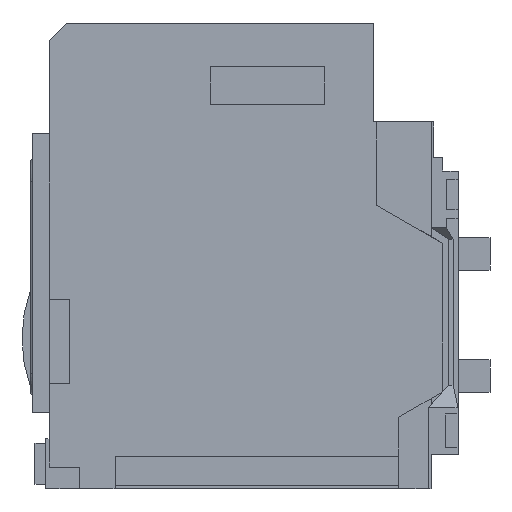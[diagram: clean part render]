
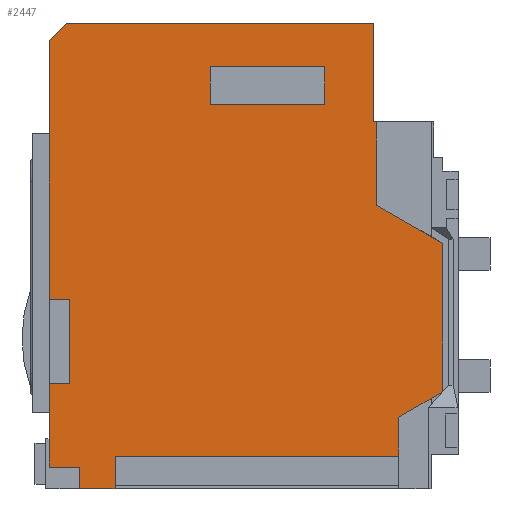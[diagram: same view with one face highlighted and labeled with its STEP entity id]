
A CAD part, left-side view. The second image highlights one B-rep face of the part: STEP entity #2447.
In plain terms, the highlighted planar face has unit normal (-1, 0, 0).
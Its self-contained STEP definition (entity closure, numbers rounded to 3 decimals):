
#2447=ADVANCED_FACE('',(#7480,#7482),#7484,.T.);
#7480=FACE_BOUND('',#7481,.T.);
#7481=EDGE_LOOP('',(#11636,#11637,#11638,#11639,#11640,#11641,#11642,#11643,#11644,
#11645,#11646,#11647,#11648,#11649,#11650,#11651,#11652,#11653,#11654,#11655));
#7482=FACE_BOUND('',#7483,.T.);
#7483=EDGE_LOOP('',(#11656,#11657,#11658,#11659));
#7484=PLANE('',#7485);
#7485=AXIS2_PLACEMENT_3D('',#7486,#7487,#7488);
#7486=CARTESIAN_POINT('',(-404.,0.,0.));
#7487=DIRECTION('',(-1.,0.,0.));
#7488=DIRECTION('',(0.,0.,1.));
#11636=ORIENTED_EDGE('',*,*,#14149,.F.);
#11637=ORIENTED_EDGE('',*,*,#14150,.T.);
#11638=ORIENTED_EDGE('',*,*,#14151,.F.);
#11639=ORIENTED_EDGE('',*,*,#14152,.T.);
#11640=ORIENTED_EDGE('',*,*,#14153,.F.);
#11641=ORIENTED_EDGE('',*,*,#14154,.F.);
#11642=ORIENTED_EDGE('',*,*,#14155,.F.);
#11643=ORIENTED_EDGE('',*,*,#14156,.F.);
#11644=ORIENTED_EDGE('',*,*,#13910,.F.);
#11645=ORIENTED_EDGE('',*,*,#13808,.F.);
#11646=ORIENTED_EDGE('',*,*,#14146,.F.);
#11647=ORIENTED_EDGE('',*,*,#14157,.T.);
#11648=ORIENTED_EDGE('',*,*,#14158,.T.);
#11649=ORIENTED_EDGE('',*,*,#14159,.F.);
#11650=ORIENTED_EDGE('',*,*,#14160,.F.);
#11651=ORIENTED_EDGE('',*,*,#14161,.F.);
#11652=ORIENTED_EDGE('',*,*,#14162,.T.);
#11653=ORIENTED_EDGE('',*,*,#14163,.T.);
#11654=ORIENTED_EDGE('',*,*,#14164,.T.);
#11655=ORIENTED_EDGE('',*,*,#13922,.T.);
#11656=ORIENTED_EDGE('',*,*,#14165,.T.);
#11657=ORIENTED_EDGE('',*,*,#14166,.T.);
#11658=ORIENTED_EDGE('',*,*,#14167,.T.);
#11659=ORIENTED_EDGE('',*,*,#14168,.T.);
#13808=EDGE_CURVE('',#15919,#15914,#15921,.T.);
#13910=EDGE_CURVE('',#15914,#16097,#16104,.T.);
#13922=EDGE_CURVE('',#16124,#16122,#16125,.T.);
#14146=EDGE_CURVE('',#16506,#15919,#16508,.T.);
#14149=EDGE_CURVE('',#16512,#16122,#16513,.T.);
#14150=EDGE_CURVE('',#16512,#16514,#16515,.T.);
#14151=EDGE_CURVE('',#16516,#16514,#16517,.T.);
#14152=EDGE_CURVE('',#16516,#16518,#16519,.T.);
#14153=EDGE_CURVE('',#16520,#16518,#16521,.T.);
#14154=EDGE_CURVE('',#16522,#16520,#16523,.T.);
#14155=EDGE_CURVE('',#16524,#16522,#16525,.T.);
#14156=EDGE_CURVE('',#16097,#16524,#16526,.T.);
#14157=EDGE_CURVE('',#16506,#16527,#16528,.T.);
#14158=EDGE_CURVE('',#16527,#16529,#16530,.T.);
#14159=EDGE_CURVE('',#16531,#16529,#16532,.T.);
#14160=EDGE_CURVE('',#16533,#16531,#16534,.T.);
#14161=EDGE_CURVE('',#16535,#16533,#16536,.T.);
#14162=EDGE_CURVE('',#16535,#16537,#16538,.T.);
#14163=EDGE_CURVE('',#16537,#16539,#16540,.T.);
#14164=EDGE_CURVE('',#16539,#16124,#16541,.T.);
#14165=EDGE_CURVE('',#16542,#16543,#16544,.T.);
#14166=EDGE_CURVE('',#16543,#16545,#16546,.T.);
#14167=EDGE_CURVE('',#16545,#16547,#16548,.T.);
#14168=EDGE_CURVE('',#16547,#16542,#16549,.T.);
#15914=VERTEX_POINT('',#19990);
#15919=VERTEX_POINT('',#20001);
#15921=LINE('',#20005,#20006);
#16097=VERTEX_POINT('',#20411);
#16104=LINE('',#20426,#20427);
#16122=VERTEX_POINT('',#20468);
#16124=VERTEX_POINT('',#20472);
#16125=LINE('',#20473,#20474);
#16506=VERTEX_POINT('',#21359);
#16508=LINE('',#21363,#21364);
#16512=VERTEX_POINT('',#21373);
#16513=LINE('',#21374,#21375);
#16514=VERTEX_POINT('',#21377);
#16515=LINE('',#21378,#21379);
#16516=VERTEX_POINT('',#21381);
#16517=LINE('',#21382,#21383);
#16518=VERTEX_POINT('',#21385);
#16519=LINE('',#21386,#21387);
#16520=VERTEX_POINT('',#21389);
#16521=LINE('',#21390,#21391);
#16522=VERTEX_POINT('',#21393);
#16523=LINE('',#21394,#21395);
#16524=VERTEX_POINT('',#21397);
#16525=LINE('',#21398,#21399);
#16526=LINE('',#21401,#21402);
#16527=VERTEX_POINT('',#21404);
#16528=LINE('',#21405,#21406);
#16529=VERTEX_POINT('',#21408);
#16530=LINE('',#21409,#21410);
#16531=VERTEX_POINT('',#21412);
#16532=LINE('',#21413,#21414);
#16533=VERTEX_POINT('',#21416);
#16534=LINE('',#21417,#21418);
#16535=VERTEX_POINT('',#21420);
#16536=LINE('',#21421,#21422);
#16537=VERTEX_POINT('',#21424);
#16538=LINE('',#21425,#21426);
#16539=VERTEX_POINT('',#21428);
#16540=LINE('',#21429,#21430);
#16541=LINE('',#21432,#21433);
#16542=VERTEX_POINT('',#21435);
#16543=VERTEX_POINT('',#21436);
#16544=LINE('',#21437,#21438);
#16545=VERTEX_POINT('',#21440);
#16546=LINE('',#21441,#21442);
#16547=VERTEX_POINT('',#21444);
#16548=LINE('',#21445,#21446);
#16549=LINE('',#21448,#21449);
#19990=CARTESIAN_POINT('',(-404.,-303.,338.89));
#20001=CARTESIAN_POINT('',(-404.,-303.,430.));
#20005=CARTESIAN_POINT('',(-404.,-303.,430.));
#20006=VECTOR('',#20007,1.);
#20007=DIRECTION('',(0.,0.,-1.));
#20411=CARTESIAN_POINT('',(-404.,-306.,338.89));
#20426=CARTESIAN_POINT('',(-404.,-303.,338.89));
#20427=VECTOR('',#20428,1.);
#20428=DIRECTION('',(0.,-1.,0.));
#20468=CARTESIAN_POINT('',(-404.,-64.,0.));
#20472=CARTESIAN_POINT('',(-404.,-31.,0.));
#20473=CARTESIAN_POINT('',(-404.,-31.,0.));
#20474=VECTOR('',#20475,1.);
#20475=DIRECTION('',(0.,-1.,0.));
#21359=CARTESIAN_POINT('',(-404.,-19.,430.));
#21363=CARTESIAN_POINT('',(-404.,-19.,430.));
#21364=VECTOR('',#21365,1.);
#21365=DIRECTION('',(0.,-1.,0.));
#21373=CARTESIAN_POINT('',(-404.,-64.,30.));
#21374=CARTESIAN_POINT('',(-404.,-64.,30.));
#21375=VECTOR('',#21376,1.);
#21376=DIRECTION('',(0.,0.,-1.));
#21377=CARTESIAN_POINT('',(-404.,-326.,30.));
#21378=CARTESIAN_POINT('',(-404.,-64.,30.));
#21379=VECTOR('',#21380,1.);
#21380=DIRECTION('',(0.,-1.,0.));
#21381=CARTESIAN_POINT('',(-404.,-326.,66.));
#21382=CARTESIAN_POINT('',(-404.,-326.,66.));
#21383=VECTOR('',#21384,1.);
#21384=DIRECTION('',(0.,0.,-1.));
#21385=CARTESIAN_POINT('',(-404.,-366.457,89.358));
#21386=CARTESIAN_POINT('',(-404.,-326.,66.));
#21387=VECTOR('',#21388,1.);
#21388=DIRECTION('',(0.,-0.866,0.5));
#21389=CARTESIAN_POINT('',(-404.,-367.,89.959));
#21390=CARTESIAN_POINT('',(-404.,-367.,89.959));
#21391=VECTOR('',#21392,1.);
#21392=DIRECTION('',(0.,0.67,-0.742));
#21393=CARTESIAN_POINT('',(-404.,-367.,226.671));
#21394=CARTESIAN_POINT('',(-404.,-367.,226.671));
#21395=VECTOR('',#21396,1.);
#21396=DIRECTION('',(0.,0.,-1.));
#21397=CARTESIAN_POINT('',(-404.,-306.,261.89));
#21398=CARTESIAN_POINT('',(-404.,-306.,261.89));
#21399=VECTOR('',#21400,1.);
#21400=DIRECTION('',(0.,-0.866,-0.5));
#21401=CARTESIAN_POINT('',(-404.,-306.,338.89));
#21402=VECTOR('',#21403,1.);
#21403=DIRECTION('',(0.,0.,-1.));
#21404=CARTESIAN_POINT('',(-404.,-3.,414.));
#21405=CARTESIAN_POINT('',(-404.,-19.,430.));
#21406=VECTOR('',#21407,1.);
#21407=DIRECTION('',(0.,0.707,-0.707));
#21408=CARTESIAN_POINT('',(-404.,-3.,175.));
#21409=CARTESIAN_POINT('',(-404.,-3.,414.));
#21410=VECTOR('',#21411,1.);
#21411=DIRECTION('',(0.,0.,-1.));
#21412=CARTESIAN_POINT('',(-404.,-22.,175.));
#21413=CARTESIAN_POINT('',(-404.,-22.,175.));
#21414=VECTOR('',#21415,1.);
#21415=DIRECTION('',(0.,1.,0.));
#21416=CARTESIAN_POINT('',(-404.,-22.,97.));
#21417=CARTESIAN_POINT('',(-404.,-22.,97.));
#21418=VECTOR('',#21419,1.);
#21419=DIRECTION('',(0.,0.,1.));
#21420=CARTESIAN_POINT('',(-404.,-3.,97.));
#21421=CARTESIAN_POINT('',(-404.,-3.,97.));
#21422=VECTOR('',#21423,1.);
#21423=DIRECTION('',(0.,-1.,0.));
#21424=CARTESIAN_POINT('',(-404.,-3.,20.));
#21425=CARTESIAN_POINT('',(-404.,-3.,97.));
#21426=VECTOR('',#21427,1.);
#21427=DIRECTION('',(0.,0.,-1.));
#21428=CARTESIAN_POINT('',(-404.,-31.,20.));
#21429=CARTESIAN_POINT('',(-404.,-3.,20.));
#21430=VECTOR('',#21431,1.);
#21431=DIRECTION('',(0.,-1.,0.));
#21432=CARTESIAN_POINT('',(-404.,-31.,20.));
#21433=VECTOR('',#21434,1.);
#21434=DIRECTION('',(0.,0.,-1.));
#21435=CARTESIAN_POINT('',(-404.,-258.,355.));
#21436=CARTESIAN_POINT('',(-404.,-152.,355.));
#21437=CARTESIAN_POINT('',(-404.,-258.,355.));
#21438=VECTOR('',#21439,1.);
#21439=DIRECTION('',(0.,1.,0.));
#21440=CARTESIAN_POINT('',(-404.,-152.,390.));
#21441=CARTESIAN_POINT('',(-404.,-152.,355.));
#21442=VECTOR('',#21443,1.);
#21443=DIRECTION('',(0.,0.,1.));
#21444=CARTESIAN_POINT('',(-404.,-258.,390.));
#21445=CARTESIAN_POINT('',(-404.,-152.,390.));
#21446=VECTOR('',#21447,1.);
#21447=DIRECTION('',(0.,-1.,0.));
#21448=CARTESIAN_POINT('',(-404.,-258.,390.));
#21449=VECTOR('',#21450,1.);
#21450=DIRECTION('',(0.,0.,-1.));
